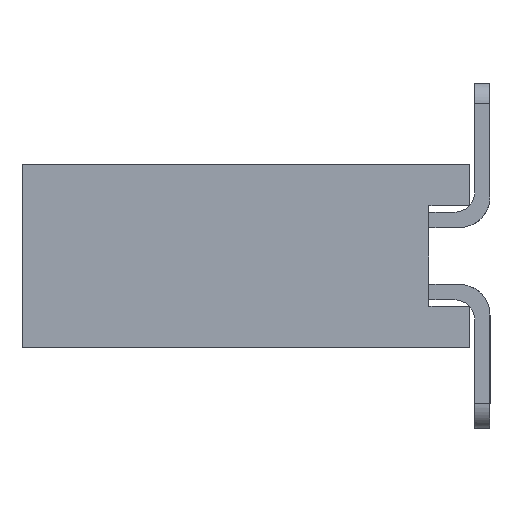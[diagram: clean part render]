
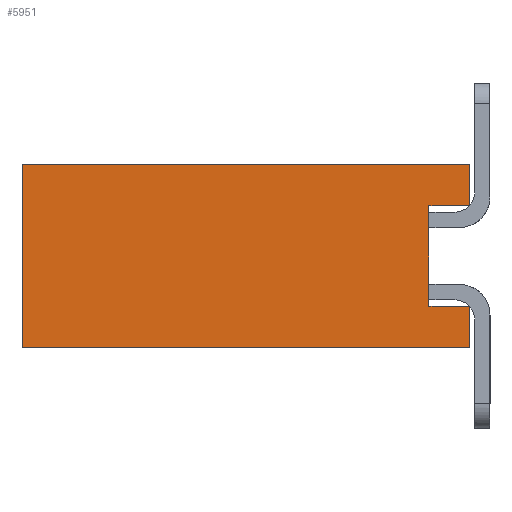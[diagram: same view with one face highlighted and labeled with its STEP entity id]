
A CAD part, left-side view. The second image highlights one B-rep face of the part: STEP entity #5951.
In plain terms, the highlighted planar face has unit normal (-1, 0, 0).
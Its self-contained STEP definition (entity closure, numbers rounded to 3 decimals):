
#4864=CARTESIAN_POINT('',(1.271,1.05,-1.055));
#4865=VERTEX_POINT('',#4864);
#4875=CARTESIAN_POINT('',(1.271,1.05,-2.045));
#4876=VERTEX_POINT('',#4875);
#4877=CARTESIAN_POINT('',(1.271,1.05,-2.045));
#4878=CARTESIAN_POINT('',(1.271,1.05,-1.847));
#4879=CARTESIAN_POINT('',(1.271,1.05,-1.649));
#4880=CARTESIAN_POINT('',(1.271,1.05,-1.451));
#4881=CARTESIAN_POINT('',(1.271,1.05,-1.253));
#4882=CARTESIAN_POINT('',(1.271,1.05,-1.055));
#4883=B_SPLINE_CURVE_WITH_KNOTS('',5,(#4877,#4878,#4879,#4880,#4881,#4882),.UNSPECIFIED.,.F.,.U.,(6,6),(0.,0.99),.UNSPECIFIED.);
#4884=EDGE_CURVE('',#4876,#4865,#4883,.T.);
#5372=CARTESIAN_POINT('',(1.271,0.65,-2.045));
#5373=VERTEX_POINT('',#5372);
#5374=CARTESIAN_POINT('',(1.271,0.65,-2.045));
#5375=CARTESIAN_POINT('',(1.271,0.73,-2.045));
#5376=CARTESIAN_POINT('',(1.271,0.81,-2.045));
#5377=CARTESIAN_POINT('',(1.271,0.89,-2.045));
#5378=CARTESIAN_POINT('',(1.271,0.97,-2.045));
#5379=CARTESIAN_POINT('',(1.271,1.05,-2.045));
#5380=B_SPLINE_CURVE_WITH_KNOTS('',5,(#5374,#5375,#5376,#5377,#5378,#5379),.UNSPECIFIED.,.F.,.U.,(6,6),(0.,0.4),.UNSPECIFIED.);
#5381=EDGE_CURVE('',#5373,#4876,#5380,.T.);
#5863=CARTESIAN_POINT('',(1.271,0.65,-1.055));
#5864=VERTEX_POINT('',#5863);
#5874=CARTESIAN_POINT('',(1.271,1.05,-1.055));
#5875=CARTESIAN_POINT('',(1.271,0.97,-1.055));
#5876=CARTESIAN_POINT('',(1.271,0.89,-1.055));
#5877=CARTESIAN_POINT('',(1.271,0.81,-1.055));
#5878=CARTESIAN_POINT('',(1.271,0.73,-1.055));
#5879=CARTESIAN_POINT('',(1.271,0.65,-1.055));
#5880=B_SPLINE_CURVE_WITH_KNOTS('',5,(#5874,#5875,#5876,#5877,#5878,#5879),.UNSPECIFIED.,.F.,.U.,(6,6),(0.,0.4),.UNSPECIFIED.);
#5881=EDGE_CURVE('',#4865,#5864,#5880,.T.);
#5888=CARTESIAN_POINT('',(1.271,2.85,-1.55));
#5889=DIRECTION('',(0.,-1.,0.));
#5890=DIRECTION('',(-1.,-0.,0.));
#5891=AXIS2_PLACEMENT_3D('',#5888,#5890,#5889);
#5892=PLANE('',#5891);
#5893=ORIENTED_EDGE('',*,*,#4884,.T.);
#5894=ORIENTED_EDGE('',*,*,#5881,.T.);
#5895=CARTESIAN_POINT('',(1.271,0.65,-0.65));
#5896=VERTEX_POINT('',#5895);
#5897=CARTESIAN_POINT('',(1.271,0.65,-1.055));
#5898=CARTESIAN_POINT('',(1.271,0.65,-0.974));
#5899=CARTESIAN_POINT('',(1.271,0.65,-0.893));
#5900=CARTESIAN_POINT('',(1.271,0.65,-0.812));
#5901=CARTESIAN_POINT('',(1.271,0.65,-0.731));
#5902=CARTESIAN_POINT('',(1.271,0.65,-0.65));
#5903=B_SPLINE_CURVE_WITH_KNOTS('',5,(#5897,#5898,#5899,#5900,#5901,#5902),.UNSPECIFIED.,.F.,.U.,(6,6),(0.,0.405),.UNSPECIFIED.);
#5904=EDGE_CURVE('',#5864,#5896,#5903,.T.);
#5905=ORIENTED_EDGE('',*,*,#5904,.T.);
#5906=CARTESIAN_POINT('',(1.271,5.05,-0.65));
#5907=VERTEX_POINT('',#5906);
#5908=CARTESIAN_POINT('',(1.271,0.65,-0.65));
#5909=CARTESIAN_POINT('',(1.271,1.53,-0.65));
#5910=CARTESIAN_POINT('',(1.271,2.41,-0.65));
#5911=CARTESIAN_POINT('',(1.271,3.29,-0.65));
#5912=CARTESIAN_POINT('',(1.271,4.17,-0.65));
#5913=CARTESIAN_POINT('',(1.271,5.05,-0.65));
#5914=B_SPLINE_CURVE_WITH_KNOTS('',5,(#5908,#5909,#5910,#5911,#5912,#5913),.UNSPECIFIED.,.F.,.U.,(6,6),(0.,4.4),.UNSPECIFIED.);
#5915=EDGE_CURVE('',#5896,#5907,#5914,.T.);
#5916=ORIENTED_EDGE('',*,*,#5915,.T.);
#5917=CARTESIAN_POINT('',(1.271,5.05,-2.45));
#5918=VERTEX_POINT('',#5917);
#5919=CARTESIAN_POINT('',(1.271,5.05,-2.45));
#5920=CARTESIAN_POINT('',(1.271,5.05,-2.09));
#5921=CARTESIAN_POINT('',(1.271,5.05,-1.73));
#5922=CARTESIAN_POINT('',(1.271,5.05,-1.37));
#5923=CARTESIAN_POINT('',(1.271,5.05,-1.01));
#5924=CARTESIAN_POINT('',(1.271,5.05,-0.65));
#5925=B_SPLINE_CURVE_WITH_KNOTS('',5,(#5919,#5920,#5921,#5922,#5923,#5924),.UNSPECIFIED.,.F.,.U.,(6,6),(0.,1.8),.UNSPECIFIED.);
#5926=EDGE_CURVE('',#5918,#5907,#5925,.T.);
#5927=ORIENTED_EDGE('',*,*,#5926,.F.);
#5928=CARTESIAN_POINT('',(1.271,0.65,-2.45));
#5929=VERTEX_POINT('',#5928);
#5930=CARTESIAN_POINT('',(1.271,0.65,-2.45));
#5931=CARTESIAN_POINT('',(1.271,1.53,-2.45));
#5932=CARTESIAN_POINT('',(1.271,2.41,-2.45));
#5933=CARTESIAN_POINT('',(1.271,3.29,-2.45));
#5934=CARTESIAN_POINT('',(1.271,4.17,-2.45));
#5935=CARTESIAN_POINT('',(1.271,5.05,-2.45));
#5936=B_SPLINE_CURVE_WITH_KNOTS('',5,(#5930,#5931,#5932,#5933,#5934,#5935),.UNSPECIFIED.,.F.,.U.,(6,6),(0.,4.4),.UNSPECIFIED.);
#5937=EDGE_CURVE('',#5929,#5918,#5936,.T.);
#5938=ORIENTED_EDGE('',*,*,#5937,.F.);
#5939=CARTESIAN_POINT('',(1.271,0.65,-2.045));
#5940=CARTESIAN_POINT('',(1.271,0.65,-2.126));
#5941=CARTESIAN_POINT('',(1.271,0.65,-2.207));
#5942=CARTESIAN_POINT('',(1.271,0.65,-2.288));
#5943=CARTESIAN_POINT('',(1.271,0.65,-2.369));
#5944=CARTESIAN_POINT('',(1.271,0.65,-2.45));
#5945=B_SPLINE_CURVE_WITH_KNOTS('',5,(#5939,#5940,#5941,#5942,#5943,#5944),.UNSPECIFIED.,.F.,.U.,(6,6),(0.,0.405),.UNSPECIFIED.);
#5946=EDGE_CURVE('',#5373,#5929,#5945,.T.);
#5947=ORIENTED_EDGE('',*,*,#5946,.F.);
#5948=ORIENTED_EDGE('',*,*,#5381,.T.);
#5949=EDGE_LOOP('',(#5893,#5894,#5905,#5916,#5927,#5938,#5947,#5948));
#5950=FACE_OUTER_BOUND('',#5949,.T.);
#5951=ADVANCED_FACE('',(#5950),#5892,.T.);
